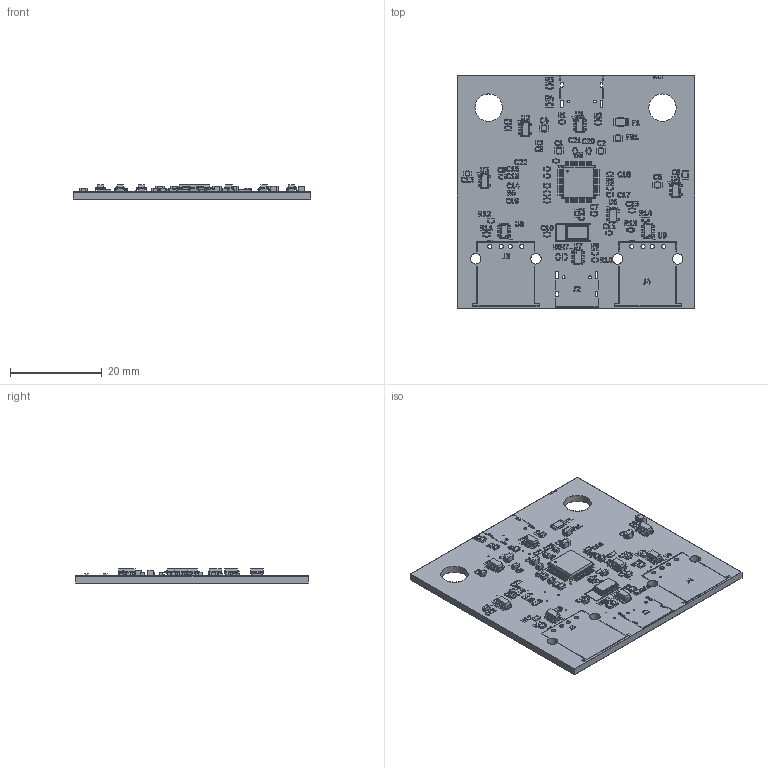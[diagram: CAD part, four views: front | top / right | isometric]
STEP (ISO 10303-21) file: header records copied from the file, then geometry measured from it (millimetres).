
FILE_DESCRIPTION(('KiCad electronic assembly'),'2;1');
FILE_NAME('usb_hub.step','2025-10-15T13:11:21',('Pcbnew'),('Kicad'), 'Open CASCADE STEP processor 7.9','KiCad to STEP converter','Unknown' );
FILE_SCHEMA(('AUTOMOTIVE_DESIGN { 1 0 10303 214 1 1 1 1 }'));
Length unit declared in the file: millimetre
Products named in the file (14): usb_hub 1; C_0603_1608Metric; R_0603_1608Metric; Crystal_SMD_5032-2Pin_5.0x3.2mm; SOT-23-5; L_0805_2012Metric; C_0805_2012Metric; SOT-23-6; LQFP-48_7x7mm_P0.5mm; Fuse_1206_3216Metric; usb_hub_silkscreen; usb_hub_soldermask; usb_hub_PCB
Assembly tree (53 placements, depth 2):
  usb_hub 1
    C_0603_1608Metric  x18
    R_0603_1608Metric  x14
    Crystal_SMD_5032-2Pin_5.0x3.2mm
    SOT-23-5  x4
    L_0805_2012Metric
    C_0805_2012Metric  x5
    SOT-23-6  x4
    LQFP-48_7x7mm_P0.5mm
    Fuse_1206_3216Metric
    usb_hub_silkscreen
    usb_hub_soldermask
    usb_hub_soldermask
    usb_hub_PCB
Bounding box: 51.8 x 50.8 x 3.19 mm (x, y, z)
Volume: 4017.8 mm3; surface area: 11554.8 mm2
Topology: 50 solids, 302 shells, 3205 faces, 11066 edges, 8268 vertices
Faces by surface type: plane 2105, cylinder 920, bspline 144, torus 36
Full cylindrical faces by diameter (mm): 0.3 x50, 0.65 x4, 0.92 x8, 2.3 x4, 6 x2
Entity records: 86738 total; most frequent: CARTESIAN_POINT 14555, DIRECTION 12159, ORIENTED_EDGE 10599, EDGE_CURVE 6927, VERTEX_POINT 5584, LINE 4791, VECTOR 4791, AXIS2_PLACEMENT_3D 3684
